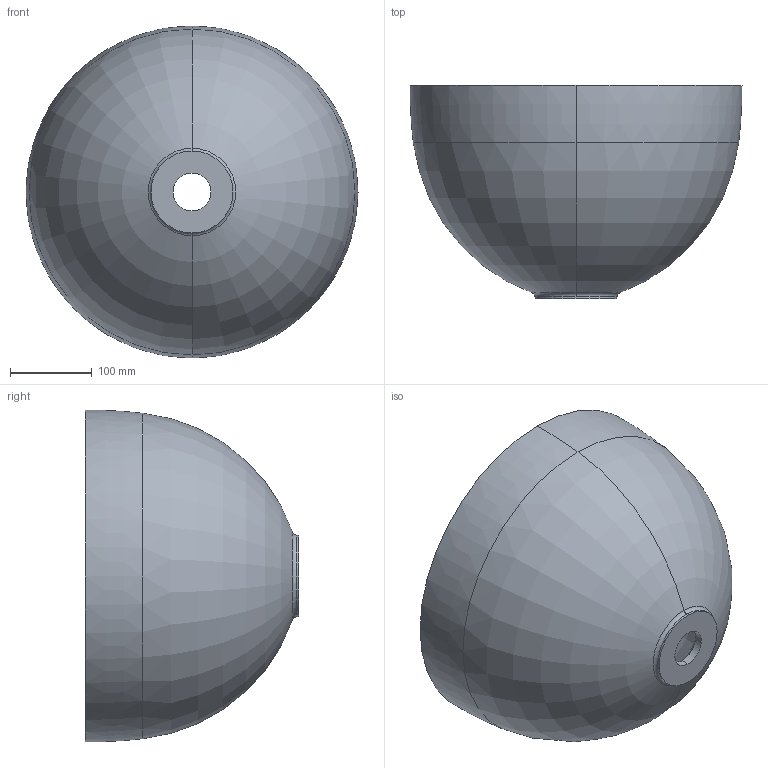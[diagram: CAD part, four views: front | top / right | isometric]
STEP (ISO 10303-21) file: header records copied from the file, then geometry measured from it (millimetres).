
FILE_DESCRIPTION (( 'STEP AP214' ), '1' );
FILE_NAME ('Z821-SO.STEP', '2018-04-12T13:52:43', ( '' ), ( '' ), 'SwSTEP 2.0', 'SolidWorks 2017', '' );
FILE_SCHEMA (( 'AUTOMOTIVE_DESIGN' ));
Length unit declared in the file: millimetre
Products named in the file (1): Z821-SO
Bounding box: 405 x 260 x 405 mm (x, y, z)
Volume: 4495683.6 mm3; surface area: 604846.6 mm2
Topology: 1 solids, 1 shells, 19 faces, 38 edges, 20 vertices
Faces by surface type: torus 12, cylinder 4, cone 2, plane 1
Entity records: 534 total; most frequent: DIRECTION 110, CARTESIAN_POINT 78, ORIENTED_EDGE 76, AXIS2_PLACEMENT_3D 52, EDGE_CURVE 38, CIRCLE 32, VERTEX_POINT 20, EDGE_LOOP 20
